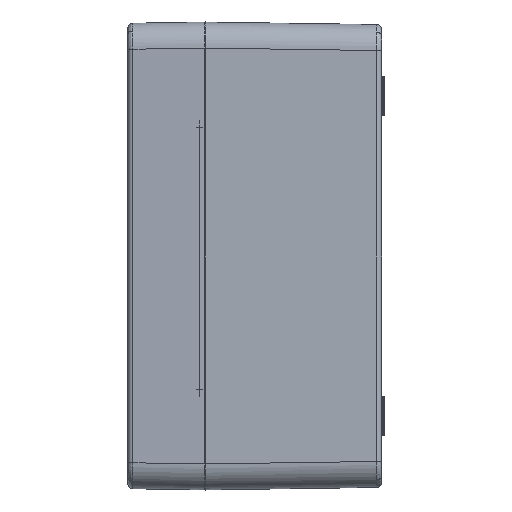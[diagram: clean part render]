
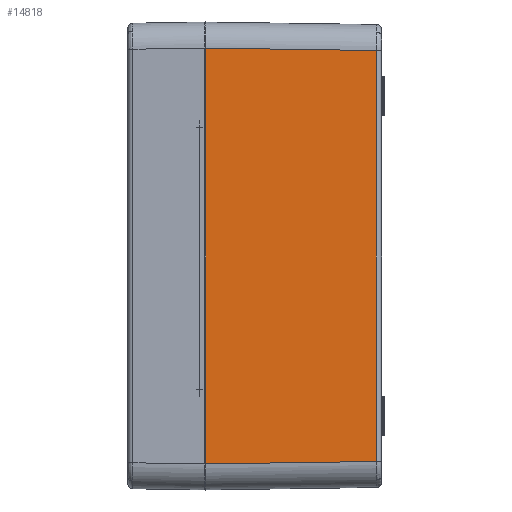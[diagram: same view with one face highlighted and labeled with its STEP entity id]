
A CAD part, left-side view. The second image highlights one B-rep face of the part: STEP entity #14818.
In plain terms, the highlighted planar face has unit normal (-1, -0.014, 0).
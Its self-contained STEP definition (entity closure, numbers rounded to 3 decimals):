
#2902=FACE_OUTER_BOUND('',#4094,.T.);
#4094=EDGE_LOOP('',(#12273,#12274,#12275,#12276));
#5079=LINE('',#42754,#5996);
#5080=LINE('',#42755,#5997);
#5081=LINE('',#42757,#5998);
#5082=LINE('',#42758,#5999);
#5996=VECTOR('',#19196,1000.);
#5997=VECTOR('',#19197,1000.);
#5998=VECTOR('',#19198,1000.);
#5999=VECTOR('',#19199,1000.);
#7148=VERTEX_POINT('',#41894);
#7254=VERTEX_POINT('',#42752);
#7255=VERTEX_POINT('',#42753);
#7256=VERTEX_POINT('',#42756);
#9012=EDGE_CURVE('',#7254,#7255,#5079,.T.);
#9013=EDGE_CURVE('',#7255,#7148,#5080,.T.);
#9014=EDGE_CURVE('',#7148,#7256,#5081,.T.);
#9015=EDGE_CURVE('',#7256,#7254,#5082,.T.);
#12273=ORIENTED_EDGE('',*,*,#9012,.T.);
#12274=ORIENTED_EDGE('',*,*,#9013,.T.);
#12275=ORIENTED_EDGE('',*,*,#9014,.T.);
#12276=ORIENTED_EDGE('',*,*,#9015,.T.);
#14040=PLANE('',#16223);
#14818=ADVANCED_FACE('',(#2902),#14040,.T.);
#16223=AXIS2_PLACEMENT_3D('',#42751,#19194,#19195);
#19194=DIRECTION('center_axis',(-1.,-0.014,
0.));
#19195=DIRECTION('ref_axis',(0.014,-1.,0.));
#19196=DIRECTION('',(0.014,-1.,0.014));
#19197=DIRECTION('',(0.,0.,1.));
#19198=DIRECTION('',(-0.014,1.,0.014));
#19199=DIRECTION('',(0.,0.,-1.));
#41894=CARTESIAN_POINT('',(-139.029,-68.029,79.03));
#42751=CARTESIAN_POINT('Origin',(-140.,0.,-90.));
#42752=CARTESIAN_POINT('',(-139.974,-1.789,-79.975));
#42753=CARTESIAN_POINT('',(-139.029,-68.029,-79.03));
#42754=CARTESIAN_POINT('',(-140.002,0.143,-80.003));
#42755=CARTESIAN_POINT('',(-139.029,-68.029,79.002));
#42756=CARTESIAN_POINT('',(-139.974,-1.789,79.975));
#42757=CARTESIAN_POINT('',(-139.965,-2.426,79.966));
#42758=CARTESIAN_POINT('',(-139.974,-1.789,-90.));
